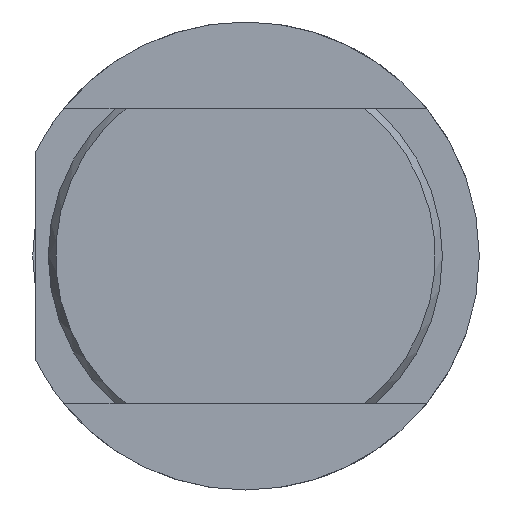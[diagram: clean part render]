
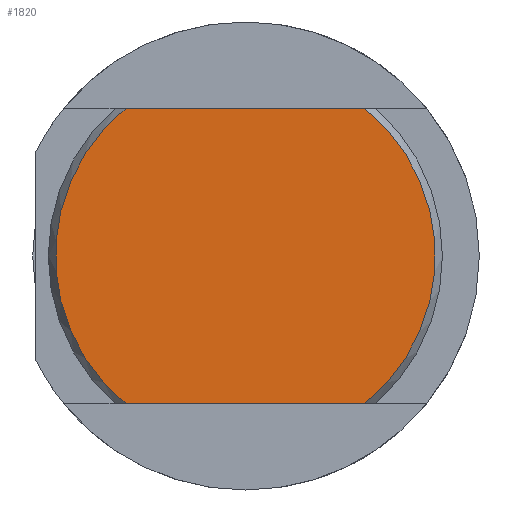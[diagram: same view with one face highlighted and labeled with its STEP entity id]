
A CAD part, left-side view. The second image highlights one B-rep face of the part: STEP entity #1820.
In plain terms, the highlighted planar face has unit normal (-1, 0, 0).
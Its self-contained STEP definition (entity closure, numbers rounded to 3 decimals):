
#58 = DIRECTION ( 'NONE',  ( 1., 0., 0. ) ) ;
#160 = DIRECTION ( 'NONE',  ( 0., 0., -1. ) ) ;
#169 = CARTESIAN_POINT ( 'NONE',  ( 0., 0., 0. ) ) ;
#192 = PLANE ( 'NONE',  #3400 ) ;
#417 = VECTOR ( 'NONE', #1128, 1000. ) ;
#428 = LINE ( 'NONE', #1127, #417 ) ;
#438 = VECTOR ( 'NONE', #1169, 1000. ) ;
#449 = LINE ( 'NONE', #1168, #438 ) ;
#454 = CIRCLE ( 'NONE', #3367, 7.711 ) ;
#475 = CIRCLE ( 'NONE', #3016, 7.711 ) ;
#1127 = CARTESIAN_POINT ( 'NONE',  ( 0., 7.365, 6. ) ) ;
#1128 = DIRECTION ( 'NONE',  ( 0., -1., 0. ) ) ;
#1163 = CARTESIAN_POINT ( 'NONE',  ( 0., 0., 0. ) ) ;
#1168 = CARTESIAN_POINT ( 'NONE',  ( 0., 7.365, -6. ) ) ;
#1169 = DIRECTION ( 'NONE',  ( 0., 1., 0. ) ) ;
#1176 = DIRECTION ( 'NONE',  ( -1., 0., 0. ) ) ;
#1177 = DIRECTION ( 'NONE',  ( 0., 0., -1. ) ) ;
#1218 = CARTESIAN_POINT ( 'NONE',  ( 0., 0., 0. ) ) ;
#1225 = DIRECTION ( 'NONE',  ( -1., 0., 0. ) ) ;
#1226 = DIRECTION ( 'NONE',  ( 0., 0., -1. ) ) ;
#1470 = CARTESIAN_POINT ( 'NONE',  ( 0., -4.844, 6. ) ) ;
#1513 = CARTESIAN_POINT ( 'NONE',  ( 0., 4.844, 6. ) ) ;
#1521 = CARTESIAN_POINT ( 'NONE',  ( 0., -4.844, -6. ) ) ;
#1535 = CARTESIAN_POINT ( 'NONE',  ( 0., 4.844, -6. ) ) ;
#1820 = ADVANCED_FACE ( 'NONE', ( #2758 ), #192, .F. ) ;
#2347 = ORIENTED_EDGE ( 'NONE', *, *, #3173, .T. ) ;
#2370 = ORIENTED_EDGE ( 'NONE', *, *, #3202, .T. ) ;
#2372 = ORIENTED_EDGE ( 'NONE', *, *, #3168, .F. ) ;
#2409 = ORIENTED_EDGE ( 'NONE', *, *, #3138, .F. ) ;
#2541 = EDGE_LOOP ( 'NONE', ( #2347, #2409, #2370, #2372 ) ) ;
#2758 = FACE_OUTER_BOUND ( 'NONE', #2541, .T. ) ;
#3016 = AXIS2_PLACEMENT_3D ( 'NONE', #1218, #1225, #1226 ) ;
#3138 = EDGE_CURVE ( 'NONE', #3606, #3464, #428, .T. ) ;
#3168 = EDGE_CURVE ( 'NONE', #3614, #3647, #449, .T. ) ;
#3173 = EDGE_CURVE ( 'NONE', #3614, #3464, #454, .T. ) ;
#3202 = EDGE_CURVE ( 'NONE', #3606, #3647, #475, .T. ) ;
#3367 = AXIS2_PLACEMENT_3D ( 'NONE', #1163, #1176, #1177 ) ;
#3400 = AXIS2_PLACEMENT_3D ( 'NONE', #169, #58, #160 ) ;
#3464 = VERTEX_POINT ( 'NONE', #1470 ) ;
#3606 = VERTEX_POINT ( 'NONE', #1513 ) ;
#3614 = VERTEX_POINT ( 'NONE', #1521 ) ;
#3647 = VERTEX_POINT ( 'NONE', #1535 ) ;
